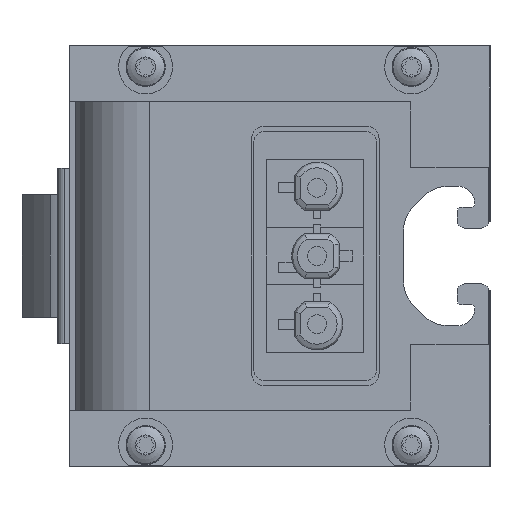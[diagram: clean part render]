
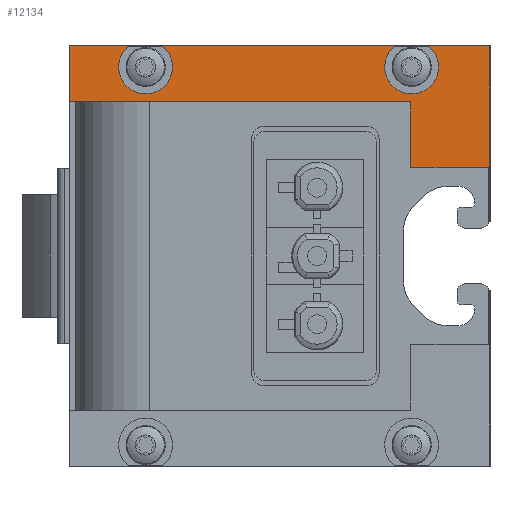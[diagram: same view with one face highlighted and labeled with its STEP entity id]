
A CAD part, left-side view. The second image highlights one B-rep face of the part: STEP entity #12134.
In plain terms, the highlighted planar face has unit normal (-1, 0, 0).
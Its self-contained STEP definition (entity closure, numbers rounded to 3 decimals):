
#158=CIRCLE('',#12742,3.85);
#159=CIRCLE('',#12743,3.85);
#1191=ORIENTED_EDGE('',*,*,#3748,.F.);
#1192=ORIENTED_EDGE('',*,*,#3606,.F.);
#1193=ORIENTED_EDGE('',*,*,#3749,.T.);
#1194=ORIENTED_EDGE('',*,*,#3602,.F.);
#1195=ORIENTED_EDGE('',*,*,#3750,.F.);
#1196=ORIENTED_EDGE('',*,*,#3751,.T.);
#1197=ORIENTED_EDGE('',*,*,#3752,.T.);
#1198=ORIENTED_EDGE('',*,*,#3753,.T.);
#1199=ORIENTED_EDGE('',*,*,#3754,.T.);
#1200=ORIENTED_EDGE('',*,*,#3755,.F.);
#1201=ORIENTED_EDGE('',*,*,#3756,.T.);
#1202=ORIENTED_EDGE('',*,*,#3598,.F.);
#3598=EDGE_CURVE('',#4874,#4875,#5712,.T.);
#3602=EDGE_CURVE('',#4878,#4879,#5716,.T.);
#3606=EDGE_CURVE('',#4882,#4872,#5720,.T.);
#3748=EDGE_CURVE('',#4872,#4874,#158,.F.);
#3749=EDGE_CURVE('',#4882,#4879,#159,.T.);
#3750=EDGE_CURVE('',#5013,#4878,#5834,.T.);
#3751=EDGE_CURVE('',#5013,#5014,#5835,.T.);
#3752=EDGE_CURVE('',#5014,#5015,#5836,.T.);
#3753=EDGE_CURVE('',#5015,#5016,#5837,.T.);
#3754=EDGE_CURVE('',#5016,#5017,#5838,.T.);
#3755=EDGE_CURVE('',#5018,#5017,#5839,.T.);
#3756=EDGE_CURVE('',#5018,#4875,#5840,.T.);
#4872=VERTEX_POINT('',#16766);
#4874=VERTEX_POINT('',#16770);
#4875=VERTEX_POINT('',#16772);
#4878=VERTEX_POINT('',#16778);
#4879=VERTEX_POINT('',#16780);
#4882=VERTEX_POINT('',#16786);
#5013=VERTEX_POINT('',#17076);
#5014=VERTEX_POINT('',#17078);
#5015=VERTEX_POINT('',#17080);
#5016=VERTEX_POINT('',#17082);
#5017=VERTEX_POINT('',#17084);
#5018=VERTEX_POINT('',#17086);
#5712=LINE('',#16771,#6588);
#5716=LINE('',#16779,#6592);
#5720=LINE('',#16787,#6596);
#5834=LINE('',#17075,#6710);
#5835=LINE('',#17077,#6711);
#5836=LINE('',#17079,#6712);
#5837=LINE('',#17081,#6713);
#5838=LINE('',#17083,#6714);
#5839=LINE('',#17085,#6715);
#5840=LINE('',#17087,#6716);
#6588=VECTOR('',#13939,1000.);
#6592=VECTOR('',#13943,1000.);
#6596=VECTOR('',#13947,1000.);
#6710=VECTOR('',#14149,1000.);
#6711=VECTOR('',#14150,1000.);
#6712=VECTOR('',#14151,1000.);
#6713=VECTOR('',#14152,1000.);
#6714=VECTOR('',#14153,1000.);
#6715=VECTOR('',#14154,1000.);
#6716=VECTOR('',#14155,1000.);
#7326=EDGE_LOOP('',(#1191,#1192,#1193,#1194,#1195,#1196,#1197,#1198,#1199,
#1200,#1201,#1202));
#7885=FACE_BOUND('',#7326,.T.);
#8428=PLANE('',#12741);
#12134=ADVANCED_FACE('',(#7885),#8428,.F.);
#12741=AXIS2_PLACEMENT_3D('',#17072,#14143,#14144);
#12742=AXIS2_PLACEMENT_3D('',#17073,#14145,#14146);
#12743=AXIS2_PLACEMENT_3D('',#17074,#14147,#14148);
#13939=DIRECTION('',(0.,-1.,0.));
#13943=DIRECTION('',(0.,-1.,0.));
#13947=DIRECTION('',(0.,-1.,0.));
#14143=DIRECTION('',(1.,0.,0.));
#14144=DIRECTION('',(0.,0.,-1.));
#14145=DIRECTION('',(1.,0.,0.));
#14146=DIRECTION('',(0.,0.,-1.));
#14147=DIRECTION('',(1.,0.,0.));
#14148=DIRECTION('',(0.,0.,-1.));
#14149=DIRECTION('',(0.,0.,1.));
#14150=DIRECTION('',(0.,-1.,0.));
#14151=DIRECTION('',(0.,0.,-1.));
#14152=DIRECTION('',(0.,-1.,0.));
#14153=DIRECTION('',(0.,0.,-1.));
#14154=DIRECTION('',(0.,1.,0.));
#14155=DIRECTION('',(0.,0.,1.));
#16766=CARTESIAN_POINT('',(0.,13.413,30.));
#16770=CARTESIAN_POINT('',(0.,8.587,30.));
#16771=CARTESIAN_POINT('',(0.,59.82,30.));
#16772=CARTESIAN_POINT('',(0.,-0.15,30.));
#16778=CARTESIAN_POINT('',(0.,59.82,30.));
#16779=CARTESIAN_POINT('',(0.,59.82,30.));
#16780=CARTESIAN_POINT('',(0.,51.413,30.));
#16786=CARTESIAN_POINT('',(0.,46.587,30.));
#16787=CARTESIAN_POINT('',(0.,59.82,30.));
#17072=CARTESIAN_POINT('',(0.,59.82,-23.392));
#17073=CARTESIAN_POINT('',(0.,11.,27.));
#17074=CARTESIAN_POINT('',(0.,49.,27.));
#17075=CARTESIAN_POINT('',(0.,59.82,-23.392));
#17076=CARTESIAN_POINT('',(0.,59.82,22.));
#17077=CARTESIAN_POINT('',(0.,59.82,22.));
#17078=CARTESIAN_POINT('',(0.,11.14,22.));
#17079=CARTESIAN_POINT('',(0.,11.14,22.));
#17080=CARTESIAN_POINT('',(0.,11.14,12.69));
#17081=CARTESIAN_POINT('',(0.,11.88,12.69));
#17082=CARTESIAN_POINT('',(0.,0.,12.69));
#17083=CARTESIAN_POINT('',(0.,0.,12.69));
#17084=CARTESIAN_POINT('',(0.,0.,4.985));
#17085=CARTESIAN_POINT('',(0.,59.82,4.985));
#17086=CARTESIAN_POINT('',(0.,-0.15,4.985));
#17087=CARTESIAN_POINT('',(0.,-0.15,-30.));
